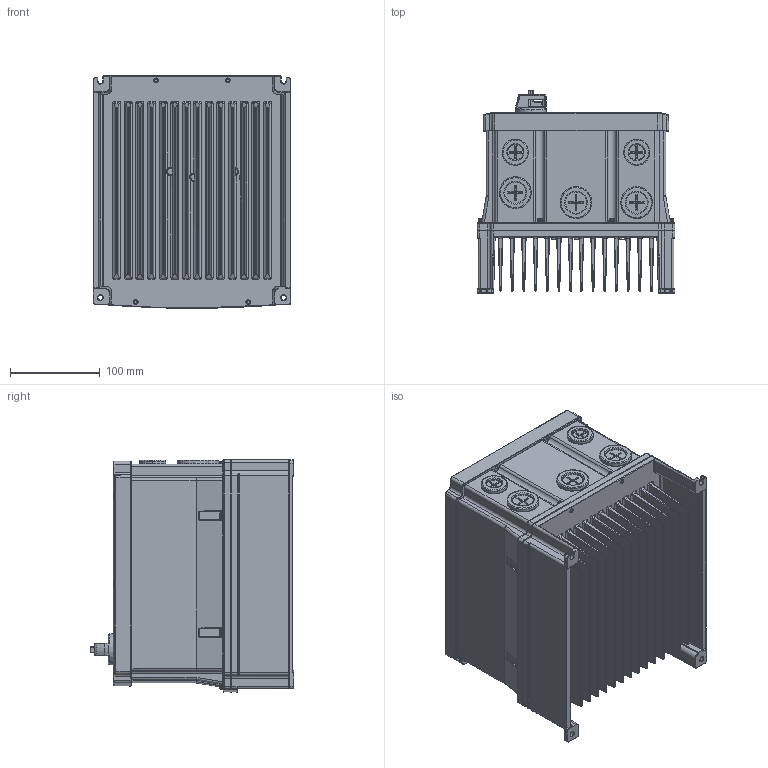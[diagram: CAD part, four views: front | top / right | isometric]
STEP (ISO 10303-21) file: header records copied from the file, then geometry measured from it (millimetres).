
FILE_DESCRIPTION (( 'STEP AP214' ), '1' );
FILE_NAME ('ACN-22P0 KN.STEP', '2021-03-29T17:07:43', ( '' ), ( '' ), 'SwSTEP 2.0', 'SolidWorks 2017', '' );
FILE_SCHEMA (( 'AUTOMOTIVE_DESIGN' ));
Length unit declared in the file: millimetre
Products named in the file (1): ACN-22P0 KN
Bounding box: 220 x 226.4 x 258.69 mm (x, y, z)
Volume: 7474825.4 mm3; surface area: 842808.6 mm2
Topology: 19 solids, 58 shells, 3504 faces, 8439 edges, 5123 vertices
Faces by surface type: plane 1164, cylinder 1122, bspline 912, cone 231, sphere 42, torus 33
Entity records: 152381 total; most frequent: CARTESIAN_POINT 79347, ORIENTED_EDGE 16792, DIRECTION 12860, EDGE_CURVE 8396, VERTEX_POINT 5123, AXIS2_PLACEMENT_3D 4643, EDGE_LOOP 3701, VECTOR 3574
